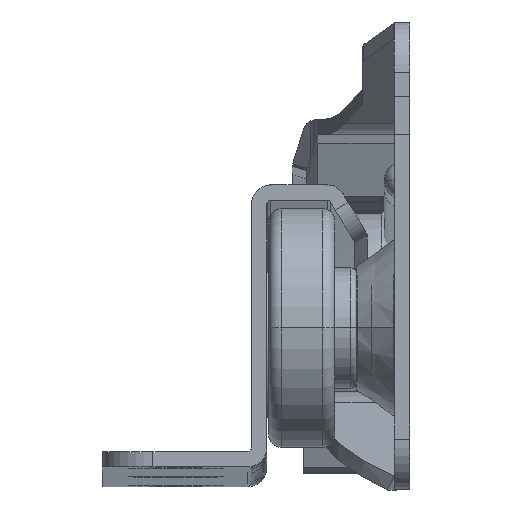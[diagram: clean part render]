
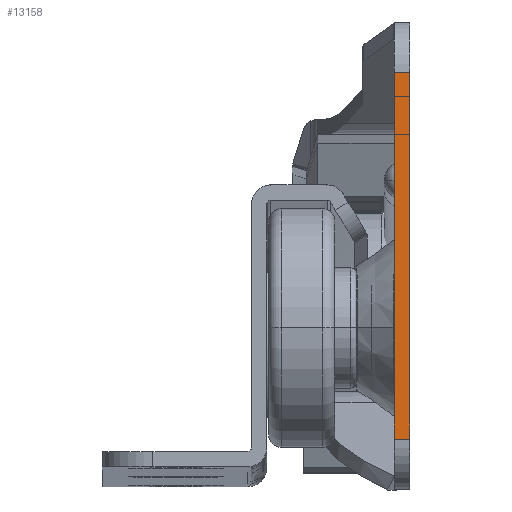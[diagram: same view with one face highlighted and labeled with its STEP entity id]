
A CAD part, top view. The second image highlights one B-rep face of the part: STEP entity #13158.
In plain terms, the highlighted planar face has unit normal (0, 0, 1).
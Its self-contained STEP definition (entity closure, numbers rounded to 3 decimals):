
#946 = CARTESIAN_POINT ( 'NONE',  ( -1.2, 15., 0. ) ) ;
#1449 = DIRECTION ( 'NONE',  ( -1., 0., 0. ) ) ;
#1450 = CARTESIAN_POINT ( 'NONE',  ( 0., -18., 0. ) ) ;
#1908 = PLANE ( 'NONE',  #13501 ) ;
#2003 = VERTEX_POINT ( 'NONE', #2681 ) ;
#2681 = CARTESIAN_POINT ( 'NONE',  ( -1.2, -14., 0. ) ) ;
#3017 = ORIENTED_EDGE ( 'NONE', *, *, #6522, .F. ) ;
#3029 = VECTOR ( 'NONE', #1449, 1000. ) ;
#3937 = DIRECTION ( 'NONE',  ( 0., 0., 1. ) ) ;
#4322 = EDGE_CURVE ( 'NONE', #2003, #10022, #10300, .T. ) ;
#4874 = ORIENTED_EDGE ( 'NONE', *, *, #13463, .T. ) ;
#5415 = CARTESIAN_POINT ( 'NONE',  ( -1.2, -18., 0. ) ) ;
#5610 = DIRECTION ( 'NONE',  ( 1., 0., 0. ) ) ;
#6303 = VERTEX_POINT ( 'NONE', #946 ) ;
#6522 = EDGE_CURVE ( 'NONE', #9141, #10022, #11416, .T. ) ;
#8218 = CARTESIAN_POINT ( 'NONE',  ( 0., 15., 0. ) ) ;
#8460 = DIRECTION ( 'NONE',  ( 0., -1., 0. ) ) ;
#9141 = VERTEX_POINT ( 'NONE', #8218 ) ;
#9159 = CARTESIAN_POINT ( 'NONE',  ( -1.2, 15., 0. ) ) ;
#9164 = ORIENTED_EDGE ( 'NONE', *, *, #12811, .T. ) ;
#9625 = LINE ( 'NONE', #5415, #14198 ) ;
#10022 = VERTEX_POINT ( 'NONE', #11176 ) ;
#10300 = LINE ( 'NONE', #11115, #11722 ) ;
#10444 = ORIENTED_EDGE ( 'NONE', *, *, #4322, .T. ) ;
#10561 = EDGE_LOOP ( 'NONE', ( #9164, #10444, #3017, #4874 ) ) ;
#11115 = CARTESIAN_POINT ( 'NONE',  ( -1.2, -14., 0. ) ) ;
#11176 = CARTESIAN_POINT ( 'NONE',  ( 0., -14., 0. ) ) ;
#11416 = LINE ( 'NONE', #1450, #12487 ) ;
#11722 = VECTOR ( 'NONE', #5610, 1000. ) ;
#12017 = FACE_OUTER_BOUND ( 'NONE', #10561, .T. ) ;
#12487 = VECTOR ( 'NONE', #13401, 1000. ) ;
#12666 = LINE ( 'NONE', #9159, #3029 ) ;
#12811 = EDGE_CURVE ( 'NONE', #6303, #2003, #9625, .T. ) ;
#12890 = DIRECTION ( 'NONE',  ( 1., 0., 0. ) ) ;
#13158 = ADVANCED_FACE ( 'NONE', ( #12017 ), #1908, .T. ) ;
#13401 = DIRECTION ( 'NONE',  ( 0., -1., 0. ) ) ;
#13463 = EDGE_CURVE ( 'NONE', #9141, #6303, #12666, .T. ) ;
#13501 = AXIS2_PLACEMENT_3D ( 'NONE', #14216, #3937, #12890 ) ;
#14198 = VECTOR ( 'NONE', #8460, 1000. ) ;
#14216 = CARTESIAN_POINT ( 'NONE',  ( -1.2, -18., 0. ) ) ;
